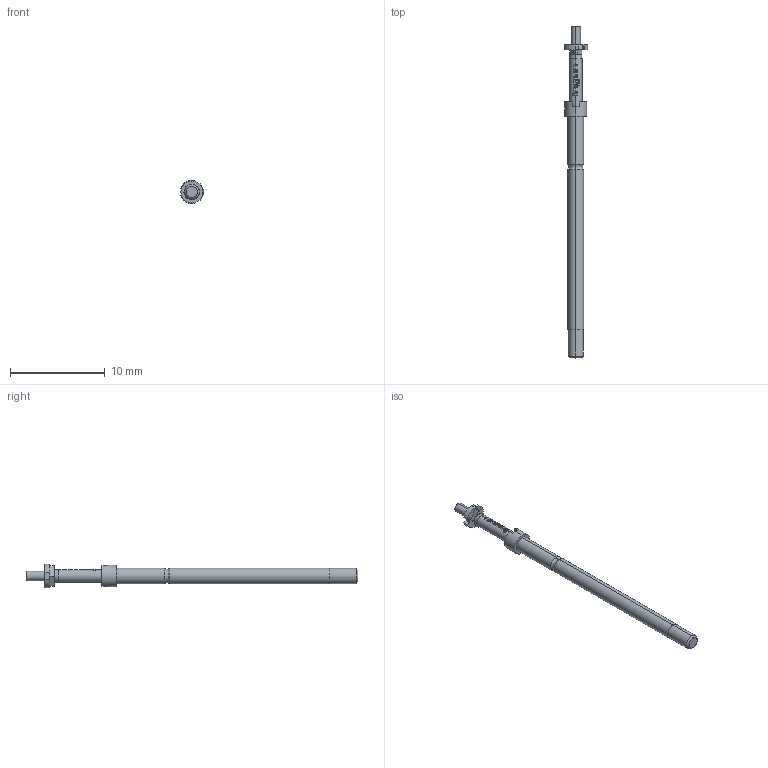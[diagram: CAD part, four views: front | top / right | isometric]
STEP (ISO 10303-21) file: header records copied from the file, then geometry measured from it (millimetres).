
FILE_DESCRIPTION (( 'STEP AP203' ), '1' );
FILE_NAME ('INGUN_T-912_302_100_200_250_X_xx02_M_0.STEP', '2018-07-19T13:59:45', ( '' ), ( '' ), 'SwSTEP 2.0', 'SolidWorks 2018', '' );
FILE_SCHEMA (( 'CONFIG_CONTROL_DESIGN' ));
Length unit declared in the file: millimetre
Products named in the file (2): INGUN_T-912_302_100_200_250_X_xx02_M_0
Bounding box: 2.45 x 35 x 2.5 mm (x, y, z)
Volume: 70.7 mm3; surface area: 194.3 mm2
Topology: 1 solids, 1 shells, 141 faces, 390 edges, 256 vertices
Faces by surface type: plane 73, cylinder 37, bspline 24, cone 7
Entity records: 4961 total; most frequent: CARTESIAN_POINT 1331, ORIENTED_EDGE 780, DIRECTION 668, EDGE_CURVE 390, VERTEX_POINT 256, AXIS2_PLACEMENT_3D 249, VECTOR 170, LINE 170
